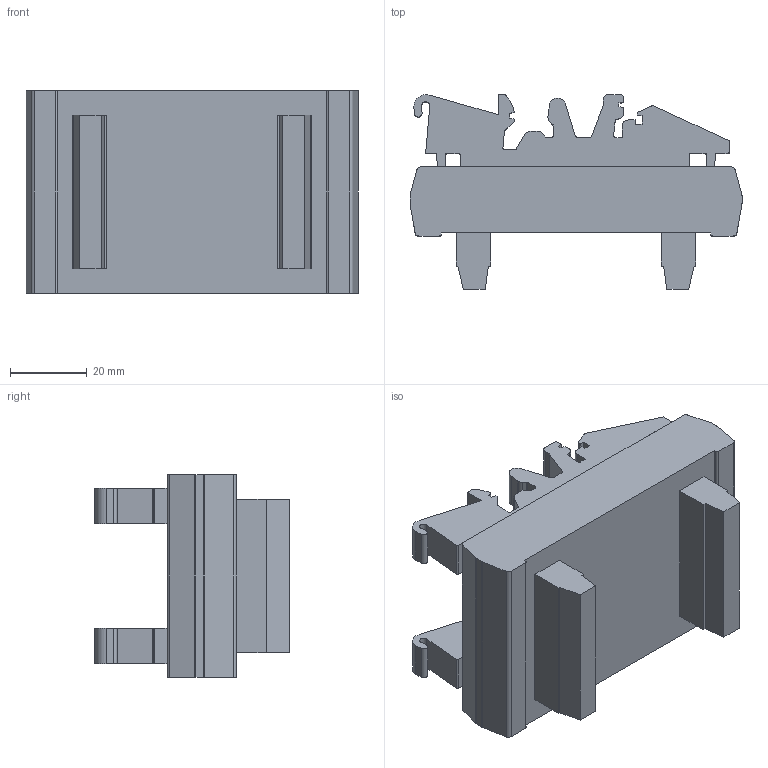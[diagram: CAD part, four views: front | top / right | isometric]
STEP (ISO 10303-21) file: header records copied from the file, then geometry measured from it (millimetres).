
FILE_DESCRIPTION (( 'STEP AP214' ), '1' );
FILE_NAME ('DM_8S.STP', '2019-01-16T10:08:15', ( '' ), ( '' ), 'SwSTEP 2.0', 'SolidWorks 2019', '' );
FILE_SCHEMA (( 'AUTOMOTIVE_DESIGN' ));
Length unit declared in the file: millimetre
Products named in the file (1): DM_8S
Bounding box: 86.5 x 50.68 x 52.8 mm (x, y, z)
Volume: 104635.4 mm3; surface area: 23266.5 mm2
Topology: 1 solids, 1 shells, 234 faces, 696 edges, 464 vertices
Faces by surface type: plane 152, cylinder 82
Entity records: 8070 total; most frequent: CARTESIAN_POINT 1395, ORIENTED_EDGE 1392, DIRECTION 1330, EDGE_CURVE 696, LINE 532, VECTOR 532, VERTEX_POINT 464, AXIS2_PLACEMENT_3D 399
